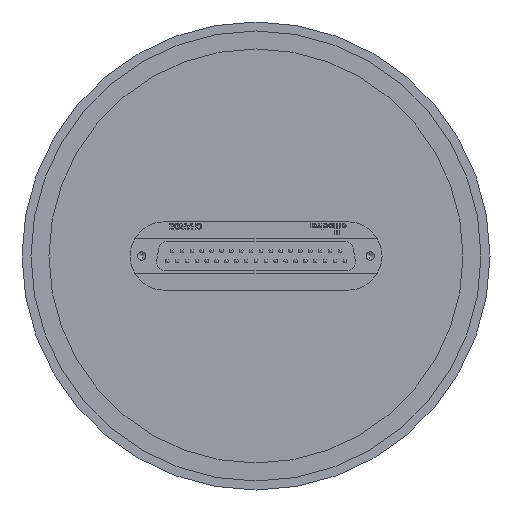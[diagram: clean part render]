
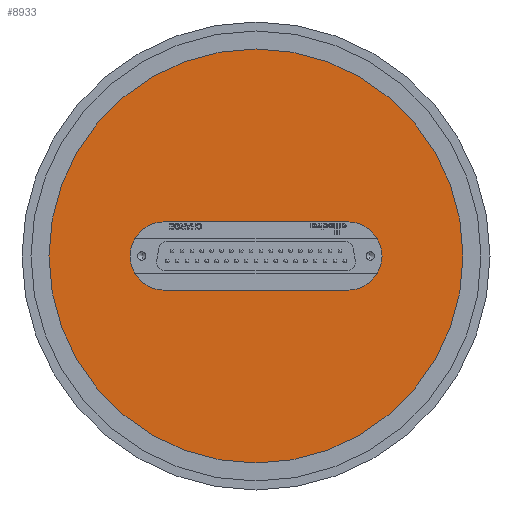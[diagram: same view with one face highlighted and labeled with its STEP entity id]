
A CAD part, front view. The second image highlights one B-rep face of the part: STEP entity #8933.
In plain terms, the highlighted planar face has unit normal (0, -1, 0).
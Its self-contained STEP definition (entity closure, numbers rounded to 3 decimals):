
#13 = CARTESIAN_POINT ( 'NONE',  ( 25.5, -12., 0. ) ) ;
#137 = DIRECTION ( 'NONE',  ( 0., 1., 0. ) ) ;
#282 = DIRECTION ( 'NONE',  ( -1., 0., 0. ) ) ;
#606 = DIRECTION ( 'NONE',  ( 0., 0., -1. ) ) ;
#910 = AXIS2_PLACEMENT_3D ( 'NONE', #13, #137, #1216 ) ;
#989 = EDGE_CURVE ( 'NONE', #12764, #6634, #13109, .T. ) ;
#1216 = DIRECTION ( 'NONE',  ( 0., 0., 1. ) ) ;
#1826 = CARTESIAN_POINT ( 'NONE',  ( 0., -12., 57.5 ) ) ;
#1827 = CARTESIAN_POINT ( 'NONE',  ( 25.5, -12., 9.5 ) ) ;
#2009 = VERTEX_POINT ( 'NONE', #8770 ) ;
#2051 = DIRECTION ( 'NONE',  ( 0., 0., 1. ) ) ;
#2419 = LINE ( 'NONE', #7544, #12433 ) ;
#2529 = EDGE_CURVE ( 'NONE', #6634, #2009, #8611, .T. ) ;
#2871 = CARTESIAN_POINT ( 'NONE',  ( 0., -12., -57.5 ) ) ;
#3006 = DIRECTION ( 'NONE',  ( 0., -1., 0. ) ) ;
#3254 = DIRECTION ( 'NONE',  ( 0., 1., 0. ) ) ;
#3685 = EDGE_CURVE ( 'NONE', #4136, #12413, #5161, .T. ) ;
#3779 = DIRECTION ( 'NONE',  ( 0., 0., -1. ) ) ;
#4136 = VERTEX_POINT ( 'NONE', #1826 ) ;
#4839 = VERTEX_POINT ( 'NONE', #6173 ) ;
#5161 = CIRCLE ( 'NONE', #5808, 57.5 ) ;
#5448 = CARTESIAN_POINT ( 'NONE',  ( -25.5, -12., 9.5 ) ) ;
#5808 = AXIS2_PLACEMENT_3D ( 'NONE', #10659, #6660, #606 ) ;
#5952 = ORIENTED_EDGE ( 'NONE', *, *, #3685, .T. ) ;
#5963 = ORIENTED_EDGE ( 'NONE', *, *, #6091, .T. ) ;
#6091 = EDGE_CURVE ( 'NONE', #4839, #12764, #6653, .T. ) ;
#6173 = CARTESIAN_POINT ( 'NONE',  ( -25.5, -12., -9.5 ) ) ;
#6399 = CARTESIAN_POINT ( 'NONE',  ( 0., -12., -57.5 ) ) ;
#6407 = AXIS2_PLACEMENT_3D ( 'NONE', #8092, #10085, #3779 ) ;
#6634 = VERTEX_POINT ( 'NONE', #10208 ) ;
#6653 = CIRCLE ( 'NONE', #11783, 9.5 ) ;
#6660 = DIRECTION ( 'NONE',  ( 0., -1., 0. ) ) ;
#6704 = ORIENTED_EDGE ( 'NONE', *, *, #2529, .T. ) ;
#7125 = DIRECTION ( 'NONE',  ( 0., 0., -1. ) ) ;
#7544 = CARTESIAN_POINT ( 'NONE',  ( 25.5, -12., -9.5 ) ) ;
#8042 = PLANE ( 'NONE',  #10468 ) ;
#8092 = CARTESIAN_POINT ( 'NONE',  ( 0., -12., 0. ) ) ;
#8106 = FACE_BOUND ( 'NONE', #12862, .T. ) ;
#8438 = CARTESIAN_POINT ( 'NONE',  ( -25.5, -12., 0. ) ) ;
#8611 = CIRCLE ( 'NONE', #910, 9.5 ) ;
#8770 = CARTESIAN_POINT ( 'NONE',  ( 25.5, -12., -9.5 ) ) ;
#8933 = ADVANCED_FACE ( 'NONE', ( #8106, #12209 ), #8042, .T. ) ;
#9332 = EDGE_CURVE ( 'NONE', #12413, #4136, #12204, .T. ) ;
#10085 = DIRECTION ( 'NONE',  ( 0., -1., 0. ) ) ;
#10208 = CARTESIAN_POINT ( 'NONE',  ( 25.5, -12., 9.5 ) ) ;
#10468 = AXIS2_PLACEMENT_3D ( 'NONE', #2871, #3006, #7125 ) ;
#10659 = CARTESIAN_POINT ( 'NONE',  ( 0., -12., 0. ) ) ;
#10795 = ORIENTED_EDGE ( 'NONE', *, *, #9332, .T. ) ;
#10840 = ORIENTED_EDGE ( 'NONE', *, *, #989, .T. ) ;
#11783 = AXIS2_PLACEMENT_3D ( 'NONE', #8438, #3254, #2051 ) ;
#11793 = EDGE_LOOP ( 'NONE', ( #10795, #5952 ) ) ;
#12170 = DIRECTION ( 'NONE',  ( 1., 0., 0. ) ) ;
#12204 = CIRCLE ( 'NONE', #6407, 57.5 ) ;
#12209 = FACE_OUTER_BOUND ( 'NONE', #11793, .T. ) ;
#12223 = VECTOR ( 'NONE', #12170, 1000. ) ;
#12413 = VERTEX_POINT ( 'NONE', #6399 ) ;
#12433 = VECTOR ( 'NONE', #282, 1000. ) ;
#12551 = EDGE_CURVE ( 'NONE', #2009, #4839, #2419, .T. ) ;
#12734 = ORIENTED_EDGE ( 'NONE', *, *, #12551, .T. ) ;
#12764 = VERTEX_POINT ( 'NONE', #5448 ) ;
#12862 = EDGE_LOOP ( 'NONE', ( #6704, #12734, #5963, #10840 ) ) ;
#13109 = LINE ( 'NONE', #1827, #12223 ) ;
